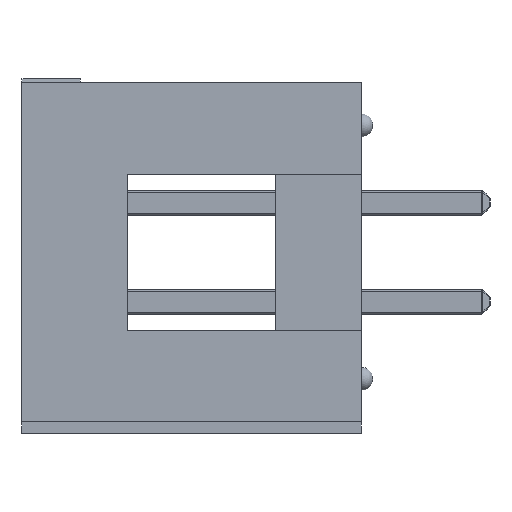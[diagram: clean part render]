
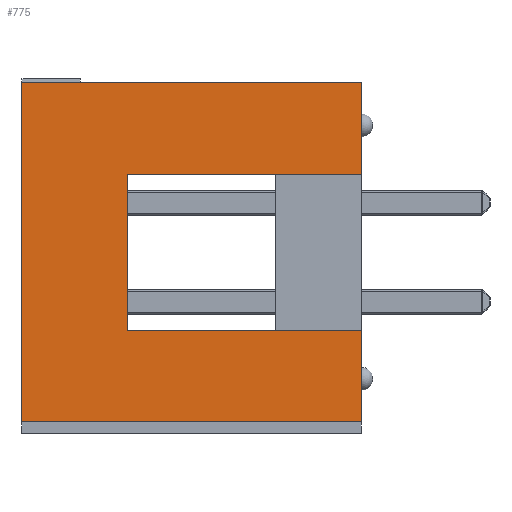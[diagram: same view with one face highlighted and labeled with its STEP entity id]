
A CAD part, left-side view. The second image highlights one B-rep face of the part: STEP entity #775.
In plain terms, the highlighted planar face has unit normal (-1, 0, 0).
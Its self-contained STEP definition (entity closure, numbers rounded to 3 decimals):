
#4 = VERTEX_POINT ( 'NONE', #3506 ) ;
#52 = EDGE_CURVE ( 'NONE', #3827, #1355, #5849, .T. ) ;
#177 = DIRECTION ( 'NONE',  ( 0., 0., 1. ) ) ;
#255 = EDGE_CURVE ( 'NONE', #4, #5155, #6474, .T. ) ;
#319 = DIRECTION ( 'NONE',  ( 0., 0., -1. ) ) ;
#338 = LINE ( 'NONE', #781, #4384 ) ;
#354 = ORIENTED_EDGE ( 'NONE', *, *, #6205, .F. ) ;
#426 = DIRECTION ( 'NONE',  ( 0., -1., 0. ) ) ;
#469 = EDGE_CURVE ( 'NONE', #1355, #3920, #3662, .T. ) ;
#495 = CARTESIAN_POINT ( 'NONE',  ( 0., 8.7, 0. ) ) ;
#622 = CARTESIAN_POINT ( 'NONE',  ( 0., 0., -8.7 ) ) ;
#775 = ADVANCED_FACE ( 'NONE', ( #6099 ), #3950, .F. ) ;
#781 = CARTESIAN_POINT ( 'NONE',  ( 0., 6., -6.35 ) ) ;
#899 = LINE ( 'NONE', #495, #4286 ) ;
#1047 = CARTESIAN_POINT ( 'NONE',  ( 0., 6., -2.35 ) ) ;
#1075 = VECTOR ( 'NONE', #5507, 1000. ) ;
#1269 = CARTESIAN_POINT ( 'NONE',  ( 0., 6., -2.35 ) ) ;
#1355 = VERTEX_POINT ( 'NONE', #622 ) ;
#1361 = LINE ( 'NONE', #1269, #2558 ) ;
#1395 = VERTEX_POINT ( 'NONE', #2647 ) ;
#1446 = CARTESIAN_POINT ( 'NONE',  ( 0., 8.7, -8.7 ) ) ;
#1522 = CARTESIAN_POINT ( 'NONE',  ( 0., 6., -2.35 ) ) ;
#1714 = VECTOR ( 'NONE', #5744, 1000. ) ;
#1715 = VERTEX_POINT ( 'NONE', #5300 ) ;
#1743 = DIRECTION ( 'NONE',  ( 0., 0., 1. ) ) ;
#2130 = ORIENTED_EDGE ( 'NONE', *, *, #5959, .F. ) ;
#2181 = ORIENTED_EDGE ( 'NONE', *, *, #3903, .T. ) ;
#2403 = ORIENTED_EDGE ( 'NONE', *, *, #255, .T. ) ;
#2558 = VECTOR ( 'NONE', #319, 1000. ) ;
#2579 = CARTESIAN_POINT ( 'NONE',  ( 0., 0., 0. ) ) ;
#2647 = CARTESIAN_POINT ( 'NONE',  ( 0., 8.7, 0. ) ) ;
#2675 = CARTESIAN_POINT ( 'NONE',  ( 0., 8.7, 0. ) ) ;
#2764 = ORIENTED_EDGE ( 'NONE', *, *, #52, .T. ) ;
#2934 = EDGE_CURVE ( 'NONE', #3827, #1395, #3765, .T. ) ;
#3071 = ORIENTED_EDGE ( 'NONE', *, *, #2934, .F. ) ;
#3359 = DIRECTION ( 'NONE',  ( 0., -1., 0. ) ) ;
#3506 = CARTESIAN_POINT ( 'NONE',  ( 0., 0., -2.35 ) ) ;
#3579 = EDGE_LOOP ( 'NONE', ( #354, #2181, #2403, #2130, #3071, #2764, #3798, #5193 ) ) ;
#3647 = VECTOR ( 'NONE', #1743, 1000. ) ;
#3662 = LINE ( 'NONE', #5195, #3647 ) ;
#3765 = LINE ( 'NONE', #2675, #4308 ) ;
#3798 = ORIENTED_EDGE ( 'NONE', *, *, #469, .T. ) ;
#3827 = VERTEX_POINT ( 'NONE', #1446 ) ;
#3903 = EDGE_CURVE ( 'NONE', #5164, #4, #4030, .T. ) ;
#3920 = VERTEX_POINT ( 'NONE', #6177 ) ;
#3950 = PLANE ( 'NONE',  #5580 ) ;
#4030 = LINE ( 'NONE', #1047, #6553 ) ;
#4091 = DIRECTION ( 'NONE',  ( 0., 0., -1. ) ) ;
#4286 = VECTOR ( 'NONE', #426, 1000. ) ;
#4308 = VECTOR ( 'NONE', #177, 1000. ) ;
#4384 = VECTOR ( 'NONE', #3359, 1000. ) ;
#5062 = DIRECTION ( 'NONE',  ( 1., 0., 0. ) ) ;
#5155 = VERTEX_POINT ( 'NONE', #2579 ) ;
#5164 = VERTEX_POINT ( 'NONE', #1522 ) ;
#5193 = ORIENTED_EDGE ( 'NONE', *, *, #5390, .F. ) ;
#5195 = CARTESIAN_POINT ( 'NONE',  ( 0., 0., 0. ) ) ;
#5300 = CARTESIAN_POINT ( 'NONE',  ( 0., 6., -6.35 ) ) ;
#5390 = EDGE_CURVE ( 'NONE', #1715, #3920, #338, .T. ) ;
#5507 = DIRECTION ( 'NONE',  ( 0., 0., 1. ) ) ;
#5580 = AXIS2_PLACEMENT_3D ( 'NONE', #6033, #5062, #4091 ) ;
#5744 = DIRECTION ( 'NONE',  ( 0., -1., 0. ) ) ;
#5821 = CARTESIAN_POINT ( 'NONE',  ( 0., 8.7, -8.7 ) ) ;
#5849 = LINE ( 'NONE', #5821, #1714 ) ;
#5914 = CARTESIAN_POINT ( 'NONE',  ( 0., 0., 0. ) ) ;
#5959 = EDGE_CURVE ( 'NONE', #1395, #5155, #899, .T. ) ;
#6033 = CARTESIAN_POINT ( 'NONE',  ( 0., 8.7, 0. ) ) ;
#6076 = DIRECTION ( 'NONE',  ( 0., -1., 0. ) ) ;
#6099 = FACE_OUTER_BOUND ( 'NONE', #3579, .T. ) ;
#6177 = CARTESIAN_POINT ( 'NONE',  ( 0., 0., -6.35 ) ) ;
#6205 = EDGE_CURVE ( 'NONE', #5164, #1715, #1361, .T. ) ;
#6474 = LINE ( 'NONE', #5914, #1075 ) ;
#6553 = VECTOR ( 'NONE', #6076, 1000. ) ;
